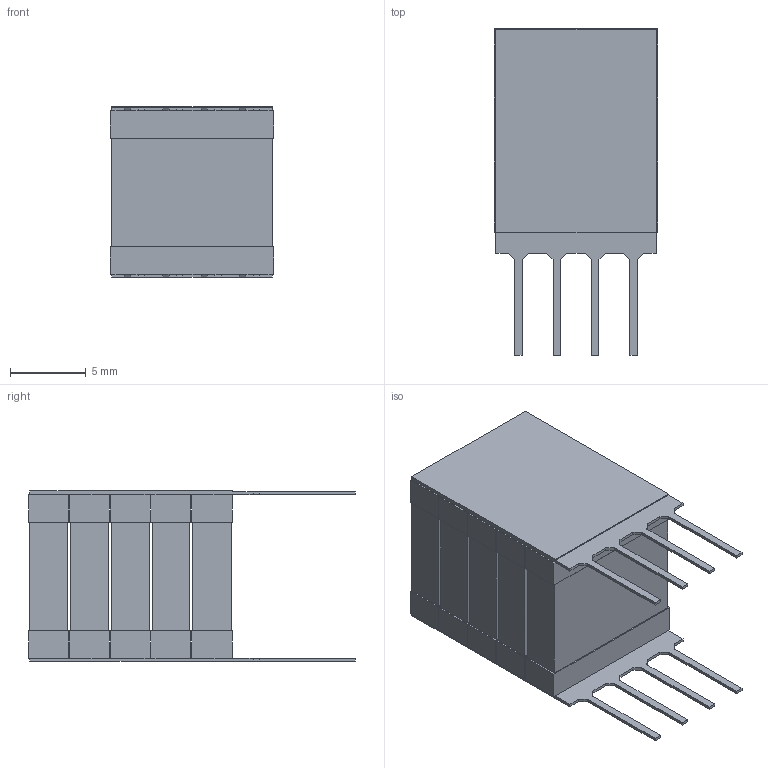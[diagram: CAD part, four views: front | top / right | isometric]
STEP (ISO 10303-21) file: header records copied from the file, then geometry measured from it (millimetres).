
FILE_DESCRIPTION (( 'STEP AP214' ), '1' );
FILE_NAME ('CCSS_LSN4_4_D10.795L6.35H2.54F1.647A13.46B15.238C10.795E11.18K0.5.STEP', '2017-10-27T15:45:36', ( '' ), ( '' ), 'SwSTEP 2.0', 'SolidWorks 2014', '' );
FILE_SCHEMA (( 'AUTOMOTIVE_DESIGN' ));
Length unit declared in the file: millimetre
Products named in the file (1): CCSS_LSN4_4_D10.795L6.35H2.54F1.647A13.46B15.238C10.795E11.18K0.5
Bounding box: 10.79 x 21.59 x 11.25 mm (x, y, z)
Volume: 1544.2 mm3; surface area: 1912.3 mm2
Topology: 4 solids, 4 shells, 215 faces, 579 edges, 374 vertices
Faces by surface type: plane 215
Entity records: 8360 total; most frequent: CARTESIAN_POINT 1169, ORIENTED_EDGE 1158, DIRECTION 1011, LINE 579, VECTOR 579, EDGE_CURVE 579, VERTEX_POINT 374, EDGE_LOOP 225
